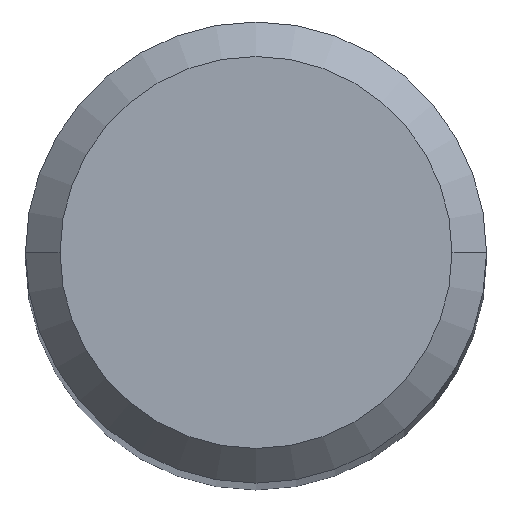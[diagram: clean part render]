
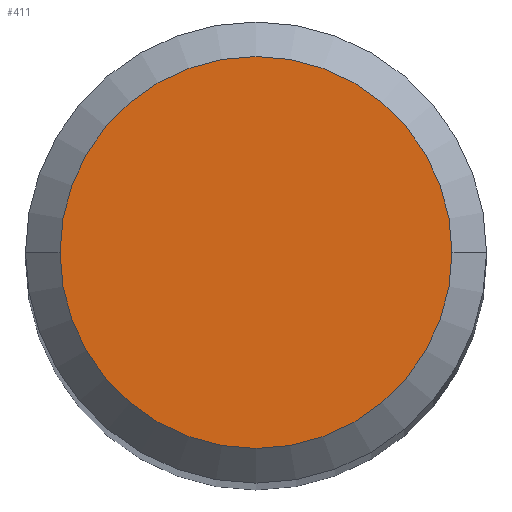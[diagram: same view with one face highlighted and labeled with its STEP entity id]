
A CAD part, top view. The second image highlights one B-rep face of the part: STEP entity #411.
In plain terms, the highlighted planar face has unit normal (0, 0, 1).
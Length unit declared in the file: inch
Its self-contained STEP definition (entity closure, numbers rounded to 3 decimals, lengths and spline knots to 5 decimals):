
#28 = DIRECTION ( 'NONE',  ( 0., 0., 1. ) ) ;
#30 = FACE_OUTER_BOUND ( 'NONE', #391, .T. ) ;
#39 = VERTEX_POINT ( 'NONE', #68 ) ;
#68 = CARTESIAN_POINT ( 'NONE',  ( -0.05312, 0., 0. ) ) ;
#83 = AXIS2_PLACEMENT_3D ( 'NONE', #558, #467, #142 ) ;
#98 = ORIENTED_EDGE ( 'NONE', *, *, #441, .T. ) ;
#142 = DIRECTION ( 'NONE',  ( 1., 0., 0. ) ) ;
#148 = AXIS2_PLACEMENT_3D ( 'NONE', #157, #344, #161 ) ;
#157 = CARTESIAN_POINT ( 'NONE',  ( 0., 0., 0. ) ) ;
#161 = DIRECTION ( 'NONE',  ( -1., 0., 0. ) ) ;
#163 = DIRECTION ( 'NONE',  ( 1., 0., 0. ) ) ;
#197 = VERTEX_POINT ( 'NONE', #217 ) ;
#217 = CARTESIAN_POINT ( 'NONE',  ( 0.05312, 0., 0. ) ) ;
#318 = CIRCLE ( 'NONE', #517, 0.05312 ) ;
#344 = DIRECTION ( 'NONE',  ( 0., 0., -1. ) ) ;
#391 = EDGE_LOOP ( 'NONE', ( #561, #98 ) ) ;
#411 = ADVANCED_FACE ( 'NONE', ( #30 ), #570, .F. ) ;
#430 = CARTESIAN_POINT ( 'NONE',  ( 0., 0., 0. ) ) ;
#441 = EDGE_CURVE ( 'NONE', #197, #39, #318, .T. ) ;
#458 = CIRCLE ( 'NONE', #83, 0.05312 ) ;
#467 = DIRECTION ( 'NONE',  ( 0., 0., 1. ) ) ;
#490 = EDGE_CURVE ( 'NONE', #39, #197, #458, .T. ) ;
#517 = AXIS2_PLACEMENT_3D ( 'NONE', #430, #28, #163 ) ;
#558 = CARTESIAN_POINT ( 'NONE',  ( 0., 0., 0. ) ) ;
#561 = ORIENTED_EDGE ( 'NONE', *, *, #490, .T. ) ;
#570 = PLANE ( 'NONE',  #148 ) ;
